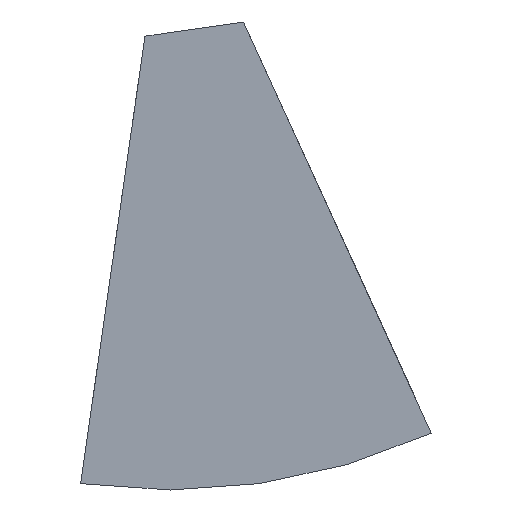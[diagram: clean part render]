
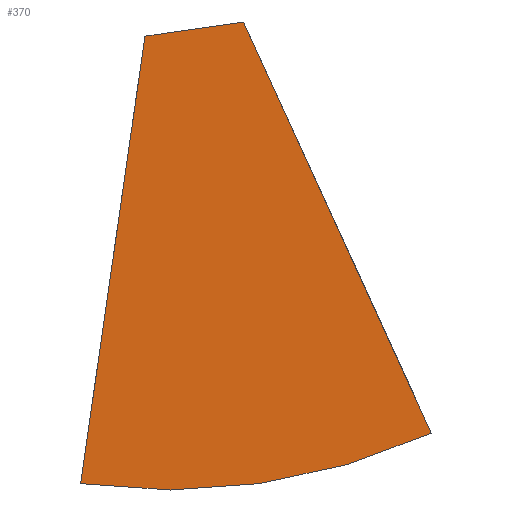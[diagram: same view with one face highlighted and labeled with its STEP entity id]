
A CAD part, front view. The second image highlights one B-rep face of the part: STEP entity #370.
In plain terms, the highlighted free-form (B-spline) face has degree [1, 1] with [2, 2] control points.
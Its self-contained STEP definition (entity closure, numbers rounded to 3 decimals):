
#72 = VERTEX_POINT('',#73);
#73 = CARTESIAN_POINT('',(0.,0.,-36.181));
#78 = EDGE_CURVE('',#72,#79,#81,.T.);
#79 = VERTEX_POINT('',#80);
#80 = CARTESIAN_POINT('',(-5.149,0.,-35.813));
#81 = ( BOUNDED_CURVE() B_SPLINE_CURVE(2,(#82,#83,#84),.UNSPECIFIED.,.F.
,.F.) B_SPLINE_CURVE_WITH_KNOTS((3,3),(0.,0.143),
.PIECEWISE_BEZIER_KNOTS.) CURVE() GEOMETRIC_REPRESENTATION_ITEM() 
RATIONAL_B_SPLINE_CURVE((1.,0.997,1.)) REPRESENTATION_ITEM('') 
  );
#82 = CARTESIAN_POINT('',(0.,0.,-36.181));
#83 = CARTESIAN_POINT('',(-2.588,0.,-36.181));
#84 = CARTESIAN_POINT('',(-5.149,0.,-35.813));
#370 = ADVANCED_FACE('',(#371),#401,.T.);
#371 = FACE_BOUND('',#372,.T.);
#372 = EDGE_LOOP('',(#373,#381,#388,#395,#400));
#373 = ORIENTED_EDGE('',*,*,#374,.F.);
#374 = EDGE_CURVE('',#375,#72,#377,.T.);
#375 = VERTEX_POINT('',#376);
#376 = CARTESIAN_POINT('',(15.03,0.,-32.911));
#377 = ( BOUNDED_CURVE() B_SPLINE_CURVE(2,(#378,#379,#380),
.UNSPECIFIED.,.F.,.F.) B_SPLINE_CURVE_WITH_KNOTS((3,3),(5.855,
6.283),.PIECEWISE_BEZIER_KNOTS.) CURVE() 
GEOMETRIC_REPRESENTATION_ITEM() RATIONAL_B_SPLINE_CURVE((1.,
0.977,1.)) REPRESENTATION_ITEM('') );
#378 = CARTESIAN_POINT('',(15.03,0.,-32.911));
#379 = CARTESIAN_POINT('',(7.871,0.,-36.181));
#380 = CARTESIAN_POINT('',(0.,0.,-36.181));
#381 = ORIENTED_EDGE('',*,*,#382,.F.);
#382 = EDGE_CURVE('',#383,#375,#385,.T.);
#383 = VERTEX_POINT('',#384);
#384 = CARTESIAN_POINT('',(4.227,0.,-9.256));
#385 = B_SPLINE_CURVE_WITH_KNOTS('',1,(#386,#387),.UNSPECIFIED.,.F.,.F.,
  (2,2),(-23.,0.),.PIECEWISE_BEZIER_KNOTS.);
#386 = CARTESIAN_POINT('',(4.227,0.,-9.256));
#387 = CARTESIAN_POINT('',(15.03,0.,-32.911));
#388 = ORIENTED_EDGE('',*,*,#389,.F.);
#389 = EDGE_CURVE('',#390,#383,#392,.T.);
#390 = VERTEX_POINT('',#391);
#391 = CARTESIAN_POINT('',(-1.448,0.,-10.072));
#392 = B_SPLINE_CURVE_WITH_KNOTS('',1,(#393,#394),.UNSPECIFIED.,.F.,.F.,
  (2,2),(-5.071,0.),.PIECEWISE_BEZIER_KNOTS.);
#393 = CARTESIAN_POINT('',(-1.448,0.,-10.072));
#394 = CARTESIAN_POINT('',(4.227,0.,-9.256));
#395 = ORIENTED_EDGE('',*,*,#396,.F.);
#396 = EDGE_CURVE('',#79,#390,#397,.T.);
#397 = B_SPLINE_CURVE_WITH_KNOTS('',1,(#398,#399),.UNSPECIFIED.,.F.,.F.,
  (2,2),(0.,23.),.PIECEWISE_BEZIER_KNOTS.);
#398 = CARTESIAN_POINT('',(-5.149,0.,-35.813));
#399 = CARTESIAN_POINT('',(-1.448,0.,-10.072));
#400 = ORIENTED_EDGE('',*,*,#78,.F.);
#401 = B_SPLINE_SURFACE_WITH_KNOTS('',1,1,(
    (#402,#403)
    ,(#404,#405
    )),.UNSPECIFIED.,.F.,.F.,.F.,(2,2),(2,2),(8.187,
    32.),(-4.554,13.293),
  .PIECEWISE_BEZIER_KNOTS.);
#402 = CARTESIAN_POINT('',(-5.149,0.,-9.256));
#403 = CARTESIAN_POINT('',(15.03,0.,-9.256));
#404 = CARTESIAN_POINT('',(-5.149,0.,-36.181));
#405 = CARTESIAN_POINT('',(15.03,0.,-36.181));
